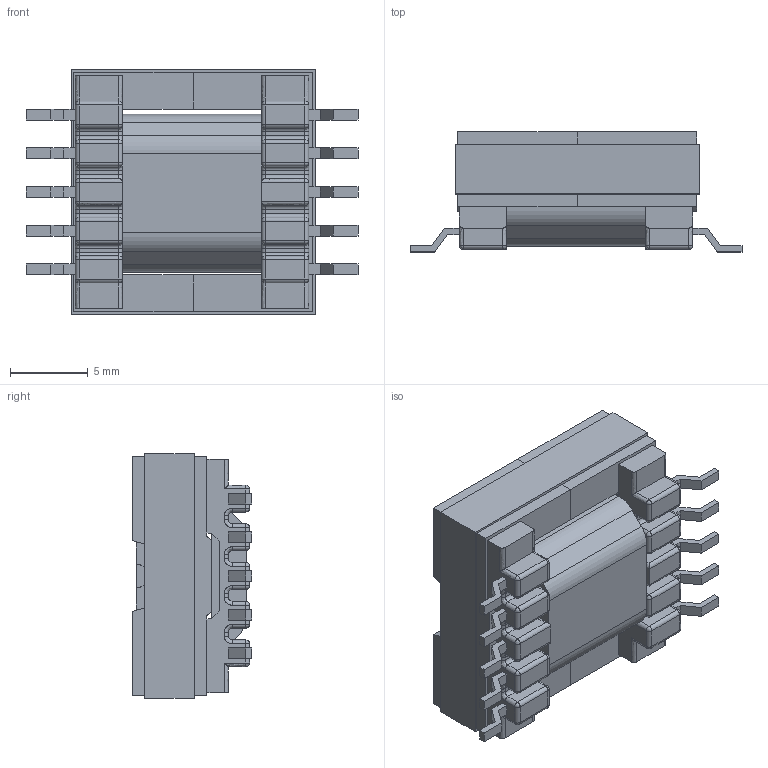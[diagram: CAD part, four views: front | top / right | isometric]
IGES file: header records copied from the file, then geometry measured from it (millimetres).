
Start section: SolidWorks IGES file using analytic representation for surfaces
Global section: file name: EFD15-2644-2078.IGS; native system: SolidWorks 2017; preprocessor: SolidWorks 2017; author: e.wtnpm; date: 210728.162317; units: millimetre
Bounding box: 21.35 x 7.7 x 15.7 mm (x, y, z)
Surface area: 2812.8 mm2 (no closed solid volume)
Topology: 0 solids, 0 shells, 460 faces, 2608 edges, 2572 vertices
Faces by surface type: bspline 281, revolution 179
